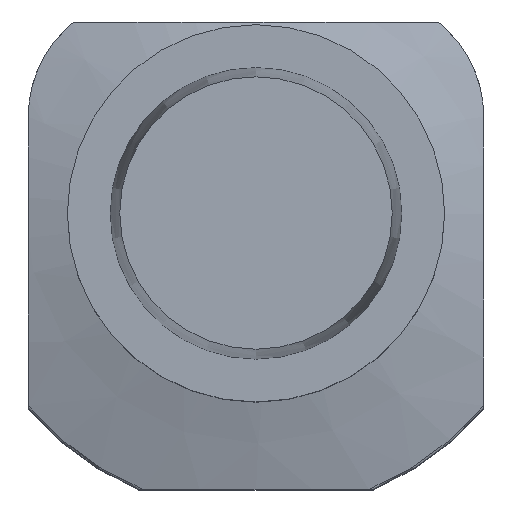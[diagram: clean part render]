
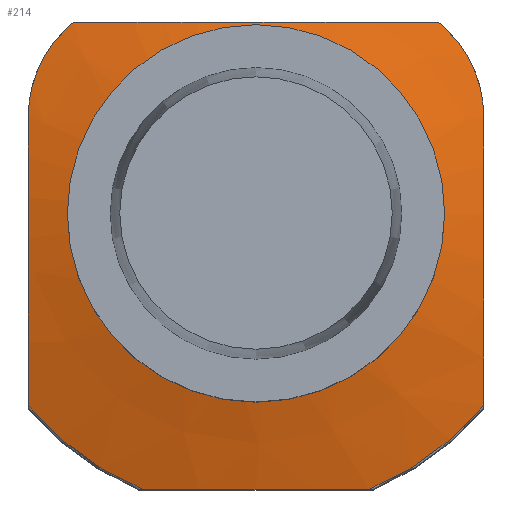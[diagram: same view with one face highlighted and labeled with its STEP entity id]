
A CAD part, top view. The second image highlights one B-rep face of the part: STEP entity #214.
In plain terms, the highlighted conical face has half-angle 75 degrees and reference radius 50 mm.
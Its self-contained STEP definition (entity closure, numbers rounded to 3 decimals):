
#69=CONICAL_SURFACE('',#1428,50.,75.);
#90=FACE_BOUND('',#409,.T.);
#91=FACE_BOUND('',#410,.T.);
#157=CIRCLE('',#1425,26.989);
#158=CIRCLE('',#1426,49.704);
#159=CIRCLE('',#1427,49.704);
#214=ADVANCED_FACE('',(#90,#91),#69,.T.);
#409=EDGE_LOOP('',(#716));
#410=EDGE_LOOP('',(#717,#718,#719,#720,#721,#722,#723,#724,#725,#726));
#716=ORIENTED_EDGE('',*,*,#1190,.F.);
#717=ORIENTED_EDGE('',*,*,#1191,.F.);
#718=ORIENTED_EDGE('',*,*,#1192,.T.);
#719=ORIENTED_EDGE('',*,*,#1193,.F.);
#720=ORIENTED_EDGE('',*,*,#1194,.T.);
#721=ORIENTED_EDGE('',*,*,#1195,.F.);
#722=ORIENTED_EDGE('',*,*,#1189,.F.);
#723=ORIENTED_EDGE('',*,*,#1196,.F.);
#724=ORIENTED_EDGE('',*,*,#1197,.T.);
#725=ORIENTED_EDGE('',*,*,#1198,.F.);
#726=ORIENTED_EDGE('',*,*,#1199,.T.);
#1060=VERTEX_POINT('',#2022);
#1063=VERTEX_POINT('',#2027);
#1064=VERTEX_POINT('',#2038);
#1065=VERTEX_POINT('',#2045);
#1066=VERTEX_POINT('',#2046);
#1067=VERTEX_POINT('',#2048);
#1068=VERTEX_POINT('',#2055);
#1069=VERTEX_POINT('',#2060);
#1070=VERTEX_POINT('',#2069);
#1071=VERTEX_POINT('',#2074);
#1072=VERTEX_POINT('',#2081);
#1189=EDGE_CURVE('',#1063,#1060,#1353,.T.);
#1190=EDGE_CURVE('',#1064,#1064,#157,.T.);
#1191=EDGE_CURVE('',#1065,#1066,#1354,.T.);
#1192=EDGE_CURVE('',#1065,#1067,#158,.T.);
#1193=EDGE_CURVE('',#1068,#1067,#1355,.T.);
#1194=EDGE_CURVE('',#1068,#1069,#1356,.T.);
#1195=EDGE_CURVE('',#1060,#1069,#1357,.T.);
#1196=EDGE_CURVE('',#1070,#1063,#1358,.T.);
#1197=EDGE_CURVE('',#1070,#1071,#1359,.T.);
#1198=EDGE_CURVE('',#1072,#1071,#1360,.T.);
#1199=EDGE_CURVE('',#1072,#1066,#159,.T.);
#1353=B_SPLINE_CURVE_WITH_KNOTS('',3,(#2028,#2029,#2030,#2031,#2032,#2033,
#2034,#2035),.UNSPECIFIED.,.F.,.F.,(4,2,2,4),(0.,0.25,0.5,1.),
 .UNSPECIFIED.);
#1354=B_SPLINE_CURVE_WITH_KNOTS('',3,(#2039,#2040,#2041,#2042,#2043,#2044),
 .UNSPECIFIED.,.F.,.F.,(4,2,4),(0.,0.5,1.),.UNSPECIFIED.);
#1355=B_SPLINE_CURVE_WITH_KNOTS('',3,(#2049,#2050,#2051,#2052,#2053,#2054),
 .UNSPECIFIED.,.F.,.F.,(4,2,4),(0.,0.5,1.),.UNSPECIFIED.);
#1356=B_SPLINE_CURVE_WITH_KNOTS('',3,(#2056,#2057,#2058,#2059),
 .UNSPECIFIED.,.F.,.F.,(4,4),(0.,1.),.UNSPECIFIED.);
#1357=B_SPLINE_CURVE_WITH_KNOTS('',3,(#2061,#2062,#2063,#2064),
 .UNSPECIFIED.,.F.,.F.,(4,4),(0.,1.),.UNSPECIFIED.);
#1358=B_SPLINE_CURVE_WITH_KNOTS('',3,(#2065,#2066,#2067,#2068),
 .UNSPECIFIED.,.F.,.F.,(4,4),(0.,1.),.UNSPECIFIED.);
#1359=B_SPLINE_CURVE_WITH_KNOTS('',3,(#2070,#2071,#2072,#2073),
 .UNSPECIFIED.,.F.,.F.,(4,4),(0.,1.),.UNSPECIFIED.);
#1360=B_SPLINE_CURVE_WITH_KNOTS('',3,(#2075,#2076,#2077,#2078,#2079,#2080),
 .UNSPECIFIED.,.F.,.F.,(4,2,4),(0.,0.5,1.),.UNSPECIFIED.);
#1425=AXIS2_PLACEMENT_3D('',#2037,#1607,#1608);
#1426=AXIS2_PLACEMENT_3D('',#2047,#1609,#1610);
#1427=AXIS2_PLACEMENT_3D('',#2082,#1611,#1612);
#1428=AXIS2_PLACEMENT_3D('',#2083,#1613,#1614);
#1607=DIRECTION('',(0.,0.,1.));
#1608=DIRECTION('',(1.,0.,0.));
#1609=DIRECTION('',(0.,0.,1.));
#1610=DIRECTION('',(-1.,0.,0.));
#1611=DIRECTION('',(0.,0.,1.));
#1612=DIRECTION('',(-1.,0.,0.));
#1613=DIRECTION('',(0.,0.,-1.));
#1614=DIRECTION('',(-1.,0.,0.));
#2022=CARTESIAN_POINT('',(30.5,32.,-46.852));
#2027=CARTESIAN_POINT('',(-30.5,32.,-46.852));
#2028=CARTESIAN_POINT('',(-30.5,32.,-46.852));
#2029=CARTESIAN_POINT('',(-25.454,32.,-45.919));
#2030=CARTESIAN_POINT('',(-20.382,32.,-45.096));
#2031=CARTESIAN_POINT('',(-10.127,32.,-43.914));
#2032=CARTESIAN_POINT('',(-4.959,32.,-43.575));
#2033=CARTESIAN_POINT('',(10.37,32.,-43.594));
#2034=CARTESIAN_POINT('',(20.457,32.,-44.995));
#2035=CARTESIAN_POINT('',(30.5,32.,-46.852));
#2037=CARTESIAN_POINT('',(0.,0.,-42.238));
#2038=CARTESIAN_POINT('',(26.989,0.,-42.238));
#2039=CARTESIAN_POINT('',(18.827,-46.,-48.325));
#2040=CARTESIAN_POINT('',(12.552,-46.,-47.688));
#2041=CARTESIAN_POINT('',(6.277,-46.,-47.332));
#2042=CARTESIAN_POINT('',(-6.274,-46.,-47.332));
#2043=CARTESIAN_POINT('',(-12.55,-46.,-47.688));
#2044=CARTESIAN_POINT('',(-18.827,-46.,-48.325));
#2045=CARTESIAN_POINT('',(18.827,-46.,-48.325));
#2046=CARTESIAN_POINT('',(-18.827,-46.,-48.325));
#2047=CARTESIAN_POINT('',(0.,0.,-48.325));
#2048=CARTESIAN_POINT('',(38.,-32.038,-48.325));
#2049=CARTESIAN_POINT('',(38.,16.216,-46.077));
#2050=CARTESIAN_POINT('',(38.,8.097,-45.223));
#2051=CARTESIAN_POINT('',(38.,0.016,-44.968));
#2052=CARTESIAN_POINT('',(38.,-16.06,-45.858));
#2053=CARTESIAN_POINT('',(38.,-24.058,-46.946));
#2054=CARTESIAN_POINT('',(38.,-32.038,-48.325));
#2055=CARTESIAN_POINT('',(38.,16.216,-46.077));
#2056=CARTESIAN_POINT('',(38.,16.216,-46.077));
#2057=CARTESIAN_POINT('',(38.,21.475,-46.63));
#2058=CARTESIAN_POINT('',(35.882,26.618,-46.894));
#2059=CARTESIAN_POINT('',(32.142,30.358,-46.853));
#2060=CARTESIAN_POINT('',(32.142,30.358,-46.853));
#2061=CARTESIAN_POINT('',(30.5,32.,-46.852));
#2062=CARTESIAN_POINT('',(31.047,31.453,-46.847));
#2063=CARTESIAN_POINT('',(31.595,30.905,-46.847));
#2064=CARTESIAN_POINT('',(32.142,30.358,-46.853));
#2065=CARTESIAN_POINT('',(-32.142,30.358,-46.853));
#2066=CARTESIAN_POINT('',(-31.595,30.905,-46.847));
#2067=CARTESIAN_POINT('',(-31.047,31.453,-46.847));
#2068=CARTESIAN_POINT('',(-30.5,32.,-46.852));
#2069=CARTESIAN_POINT('',(-32.142,30.358,-46.853));
#2070=CARTESIAN_POINT('',(-32.142,30.358,-46.853));
#2071=CARTESIAN_POINT('',(-35.882,26.618,-46.894));
#2072=CARTESIAN_POINT('',(-38.,21.475,-46.63));
#2073=CARTESIAN_POINT('',(-38.,16.216,-46.077));
#2074=CARTESIAN_POINT('',(-38.,16.216,-46.077));
#2075=CARTESIAN_POINT('',(-38.,-32.038,-48.325));
#2076=CARTESIAN_POINT('',(-38.,-24.058,-46.946));
#2077=CARTESIAN_POINT('',(-38.,-16.06,-45.858));
#2078=CARTESIAN_POINT('',(-38.,0.016,-44.968));
#2079=CARTESIAN_POINT('',(-38.,8.097,-45.223));
#2080=CARTESIAN_POINT('',(-38.,16.216,-46.077));
#2081=CARTESIAN_POINT('',(-38.,-32.038,-48.325));
#2082=CARTESIAN_POINT('',(0.,0.,-48.325));
#2083=CARTESIAN_POINT('',(0.,0.,-48.404));
